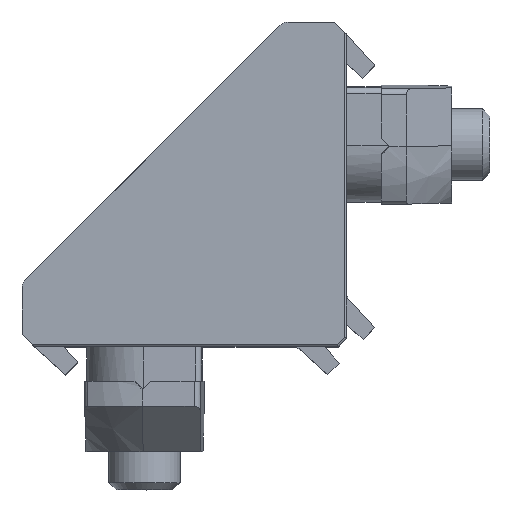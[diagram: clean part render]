
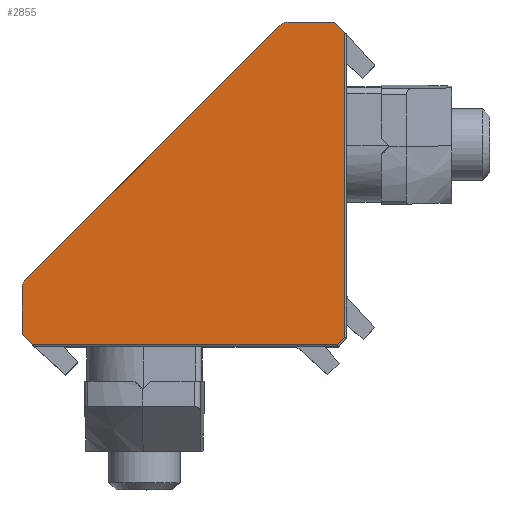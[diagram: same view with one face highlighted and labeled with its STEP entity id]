
A CAD part, top view. The second image highlights one B-rep face of the part: STEP entity #2855.
In plain terms, the highlighted planar face has unit normal (0.012, -0.012, 1).
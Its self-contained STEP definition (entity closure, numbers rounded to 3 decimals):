
#122=PLANE($,#3064);
#220=LINE($,#4253,#500);
#290=LINE($,#4458,#570);
#302=LINE($,#4532,#582);
#305=LINE($,#4539,#585);
#308=LINE($,#4551,#588);
#314=LINE($,#4567,#594);
#315=LINE($,#4569,#595);
#316=LINE($,#4570,#596);
#500=VECTOR($,#3331,1.187);
#570=VECTOR($,#3453,30.105);
#582=VECTOR($,#3469,1.187);
#585=VECTOR($,#3476,3.876);
#588=VECTOR($,#3493,3.876);
#594=VECTOR($,#3509,25.575);
#595=VECTOR($,#3510,0.834);
#596=VECTOR($,#3511,25.575);
#874=FACE_OUTER_BOUND($,#1037,.T.);
#1037=EDGE_LOOP($,(#2167,#2168,#2169,#2170,#2171,#2172,#2173,#2174,#2175,
#2176));
#1200=CIRCLE($,#3055,1.);
#1202=CIRCLE($,#3058,1.);
#1319=VERTEX_POINT($,#4250);
#1320=VERTEX_POINT($,#4252);
#1400=VERTEX_POINT($,#4455);
#1401=VERTEX_POINT($,#4457);
#1412=VERTEX_POINT($,#4529);
#1413=VERTEX_POINT($,#4531);
#1415=VERTEX_POINT($,#4537);
#1417=VERTEX_POINT($,#4546);
#1422=VERTEX_POINT($,#4566);
#1423=VERTEX_POINT($,#4568);
#1593=EDGE_CURVE($,#1320,#1319,#220,.T.);
#1685=EDGE_CURVE($,#1401,#1400,#290,.T.);
#1702=EDGE_CURVE($,#1413,#1412,#302,.T.);
#1706=EDGE_CURVE($,#1412,#1415,#305,.T.);
#1708=EDGE_CURVE($,#1415,#1401,#1200,.T.);
#1711=EDGE_CURVE($,#1400,#1417,#1202,.T.);
#1713=EDGE_CURVE($,#1417,#1320,#308,.T.);
#1721=EDGE_CURVE($,#1319,#1422,#314,.T.);
#1722=EDGE_CURVE($,#1422,#1423,#315,.T.);
#1723=EDGE_CURVE($,#1423,#1413,#316,.T.);
#2167=ORIENTED_EDGE($,*,*,#1593,.T.);
#2168=ORIENTED_EDGE($,*,*,#1721,.T.);
#2169=ORIENTED_EDGE($,*,*,#1722,.T.);
#2170=ORIENTED_EDGE($,*,*,#1723,.T.);
#2171=ORIENTED_EDGE($,*,*,#1702,.T.);
#2172=ORIENTED_EDGE($,*,*,#1706,.T.);
#2173=ORIENTED_EDGE($,*,*,#1708,.T.);
#2174=ORIENTED_EDGE($,*,*,#1685,.T.);
#2175=ORIENTED_EDGE($,*,*,#1711,.T.);
#2176=ORIENTED_EDGE($,*,*,#1713,.T.);
#2855=ADVANCED_FACE($,(#874),#122,.T.);
#3055=AXIS2_PLACEMENT_3D($,#4542,#3481,#3482);
#3058=AXIS2_PLACEMENT_3D($,#4548,#3488,#3489);
#3064=AXIS2_PLACEMENT_3D($,#4565,#3507,#3508);
#3331=DIRECTION($,(0.707,-0.707,-0.017));
#3453=DIRECTION($,(-0.707,-0.707,0.));
#3469=DIRECTION($,(-0.707,0.707,0.017));
#3476=DIRECTION($,(-1.,0.,0.012));
#3481=DIRECTION('center_axis',(0.012,-0.012,1.));
#3482=DIRECTION('ref_axis',(-0.707,0.707,0.017));
#3488=DIRECTION('center_axis',(0.012,-0.012,1.));
#3489=DIRECTION('ref_axis',(-1.,0.,0.012));
#3493=DIRECTION($,(0.,-1.,-0.012));
#3507=DIRECTION('center_axis',(0.012,-0.012,1.));
#3508=DIRECTION('ref_axis',(1.,0.,-0.012));
#3509=DIRECTION($,(1.,0.,-0.012));
#3510=DIRECTION($,(0.707,0.707,0.));
#3511=DIRECTION($,(0.,1.,0.012));
#4250=CARTESIAN_POINT('',(-26.36,0.198,13.926));
#4252=CARTESIAN_POINT('',(-27.2,1.037,13.947));
#4253=CARTESIAN_POINT($,(-27.201,1.038,13.947));
#4455=CARTESIAN_POINT('',(-26.907,5.62,14.));
#4457=CARTESIAN_POINT('',(-5.62,26.907,14.));
#4458=CARTESIAN_POINT($,(-5.62,26.907,14.));
#4529=CARTESIAN_POINT('',(-1.037,27.2,13.947));
#4531=CARTESIAN_POINT('',(-0.198,26.36,13.926));
#4532=CARTESIAN_POINT($,(-1.038,27.201,13.947));
#4537=CARTESIAN_POINT('',(-4.913,27.2,13.995));
#4539=CARTESIAN_POINT($,(-1.038,27.2,13.947));
#4542=CARTESIAN_POINT('Origin',(-4.913,26.2,13.983));
#4546=CARTESIAN_POINT('',(-27.2,4.913,13.995));
#4548=CARTESIAN_POINT('Origin',(-26.2,4.913,13.983));
#4551=CARTESIAN_POINT($,(-27.2,4.913,13.995));
#4565=CARTESIAN_POINT('Origin',(-5.62,26.907,14.));
#4566=CARTESIAN_POINT('',(-0.787,0.198,13.611));
#4567=CARTESIAN_POINT($,(-0.707,0.198,13.61));
#4568=CARTESIAN_POINT('',(-0.198,0.787,13.611));
#4569=CARTESIAN_POINT($,(-0.139,0.846,13.611));
#4570=CARTESIAN_POINT($,(-0.198,26.163,13.924));
